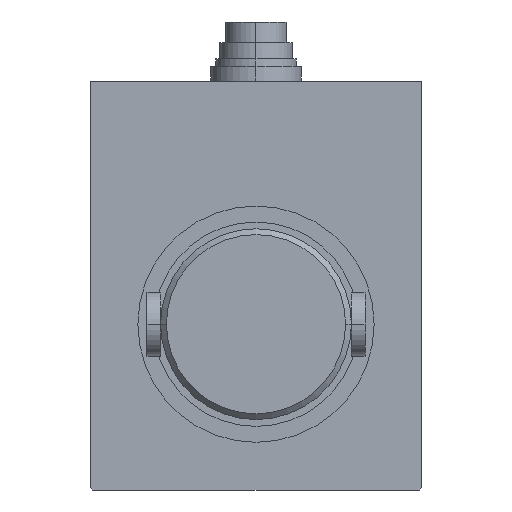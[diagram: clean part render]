
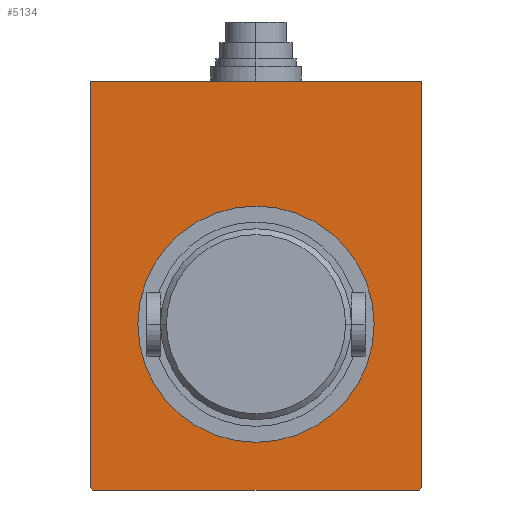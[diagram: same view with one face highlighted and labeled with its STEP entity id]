
A CAD part, left-side view. The second image highlights one B-rep face of the part: STEP entity #5134.
In plain terms, the highlighted face is planar.
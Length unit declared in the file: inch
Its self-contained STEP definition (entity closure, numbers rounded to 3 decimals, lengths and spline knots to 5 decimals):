
#1416=CARTESIAN_POINT('',(2.00902,1.71063,0.29701));
#1417=VERTEX_POINT('',#1416);
#1433=CARTESIAN_POINT('',(2.00902,-0.33661,0.29701));
#1434=VERTEX_POINT('',#1433);
#1441=CARTESIAN_POINT('',(2.00902,0.68701,0.29701));
#1442=DIRECTION('',(-1.0,0.0,0.0));
#1443=DIRECTION('',(0.0,1.0,0.0));
#1444=AXIS2_PLACEMENT_3D('',#1441,#1442,#1443);
#1445=CIRCLE('',#1444,1.02362);
#1446=EDGE_CURVE('',#1417,#1434,#1445,.T.);
#3373=CARTESIAN_POINT('',(2.00902,0.68701,0.29701));
#3374=DIRECTION('',(-1.0,0.0,0.0));
#3375=DIRECTION('',(0.0,1.0,0.0));
#3376=AXIS2_PLACEMENT_3D('',#3373,#3374,#3375);
#3377=CIRCLE('',#3376,1.02362);
#3378=EDGE_CURVE('',#1434,#1417,#3377,.T.);
#3894=CARTESIAN_POINT('',(2.00902,-0.75,2.40331));
#3895=VERTEX_POINT('',#3894);
#3896=CARTESIAN_POINT('',(2.00902,2.12402,2.40331));
#3897=VERTEX_POINT('',#3896);
#3898=CARTESIAN_POINT('',(2.00902,-0.75,2.40331));
#3899=DIRECTION('',(0.0,1.0,0.0));
#3900=VECTOR('',#3899,2.87402);
#3901=LINE('',#3898,#3900);
#3902=EDGE_CURVE('',#3895,#3897,#3901,.T.);
#4802=CARTESIAN_POINT('',(2.00902,2.12402,-1.12));
#4803=VERTEX_POINT('',#4802);
#4804=CARTESIAN_POINT('',(2.00902,2.10402,-1.14));
#4805=VERTEX_POINT('',#4804);
#4806=CARTESIAN_POINT('',(2.00902,2.12402,-1.12));
#4807=DIRECTION('',(0.0,-0.707,-0.707));
#4808=VECTOR('',#4807,0.02828);
#4809=LINE('',#4806,#4808);
#4810=EDGE_CURVE('',#4803,#4805,#4809,.T.);
#4850=CARTESIAN_POINT('',(2.00902,2.12402,2.40331));
#4851=DIRECTION('',(0.0,0.0,-1.0));
#4852=VECTOR('',#4851,3.52331);
#4853=LINE('',#4850,#4852);
#4854=EDGE_CURVE('',#3897,#4803,#4853,.T.);
#4901=CARTESIAN_POINT('',(2.00902,-0.73,-1.14));
#4902=VERTEX_POINT('',#4901);
#4903=CARTESIAN_POINT('',(2.00902,-0.75,-1.12));
#4904=VERTEX_POINT('',#4903);
#4905=CARTESIAN_POINT('',(2.00902,-0.73,-1.14));
#4906=DIRECTION('',(0.0,-0.707,0.707));
#4907=VECTOR('',#4906,0.02828);
#4908=LINE('',#4905,#4907);
#4909=EDGE_CURVE('',#4902,#4904,#4908,.T.);
#4933=CARTESIAN_POINT('',(2.00902,-0.75,-1.12));
#4934=DIRECTION('',(0.0,0.0,1.0));
#4935=VECTOR('',#4934,3.52331);
#4936=LINE('',#4933,#4935);
#4937=EDGE_CURVE('',#4904,#3895,#4936,.T.);
#5090=CARTESIAN_POINT('',(2.00902,2.10402,-1.14));
#5091=DIRECTION('',(0.0,-1.0,0.0));
#5092=VECTOR('',#5091,2.83402);
#5093=LINE('',#5090,#5092);
#5094=EDGE_CURVE('',#4805,#4902,#5093,.T.);
#5117=CARTESIAN_POINT('',(2.00902,0.,-0.23));
#5118=DIRECTION('',(1.0,0.0,0.0));
#5119=DIRECTION('',(0.0,0.0,-1.0));
#5120=AXIS2_PLACEMENT_3D('',#5117,#5118,#5119);
#5121=PLANE('',#5120);
#5122=ORIENTED_EDGE('',*,*,#4810,.F.);
#5123=ORIENTED_EDGE('',*,*,#4854,.F.);
#5124=ORIENTED_EDGE('',*,*,#3902,.F.);
#5125=ORIENTED_EDGE('',*,*,#4937,.F.);
#5126=ORIENTED_EDGE('',*,*,#4909,.F.);
#5127=ORIENTED_EDGE('',*,*,#5094,.F.);
#5128=EDGE_LOOP('',(#5122,#5123,#5124,#5125,#5126,#5127));
#5129=FACE_OUTER_BOUND('',#5128,.T.);
#5130=ORIENTED_EDGE('',*,*,#1446,.T.);
#5131=ORIENTED_EDGE('',*,*,#3378,.T.);
#5132=EDGE_LOOP('',(#5130,#5131));
#5133=FACE_BOUND('',#5132,.T.);
#5134=ADVANCED_FACE('',(#5129,#5133),#5121,.T.);
